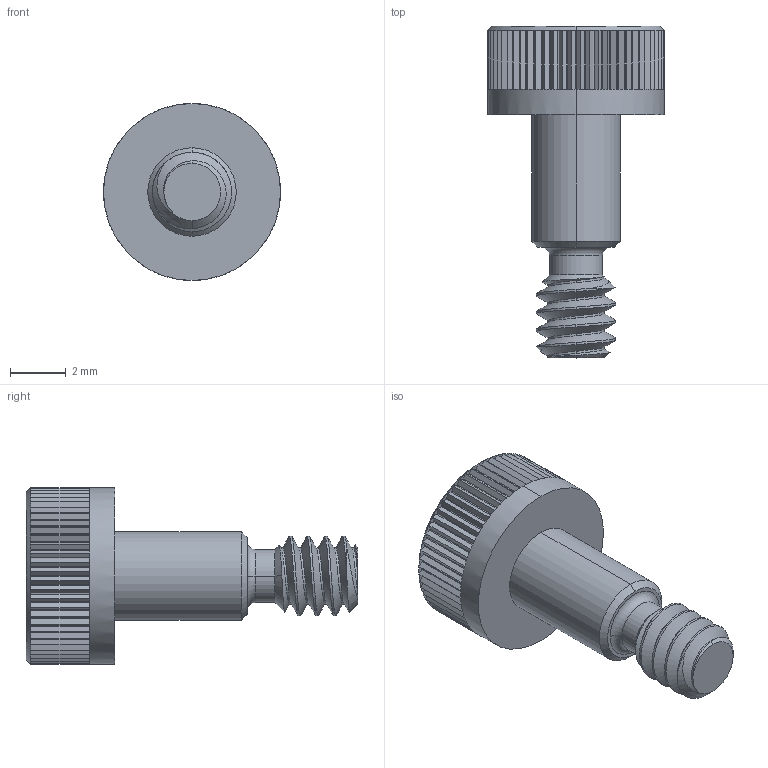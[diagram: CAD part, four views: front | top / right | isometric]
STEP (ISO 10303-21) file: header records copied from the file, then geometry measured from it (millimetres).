
FILE_DESCRIPTION (( 'STEP AP203' ), '1' );
FILE_NAME ('91259A154.step', '2013-11-18T19:54:33', ( 'Admin' ), ( 'Microsoft' ), 'SwSTEP 2.0', 'SolidWorks 2012', '' );
FILE_SCHEMA (( 'CONFIG_CONTROL_DESIGN' ));
Length unit declared in the file: inch
Products named in the file (1): 91259A154
Bounding box: 6.35 x 11.91 x 6.35 mm (x, y, z)
Volume: 145.1 mm3; surface area: 244.5 mm2
Topology: 1 solids, 1 shells, 370 faces, 837 edges, 472 vertices
Faces by surface type: plane 251, cylinder 99, cone 16, torus 2, bspline 2
Entity records: 10711 total; most frequent: CARTESIAN_POINT 2379, DIRECTION 1828, ORIENTED_EDGE 1674, EDGE_CURVE 837, AXIS2_PLACEMENT_3D 675, LINE 478, VECTOR 478, VERTEX_POINT 472
